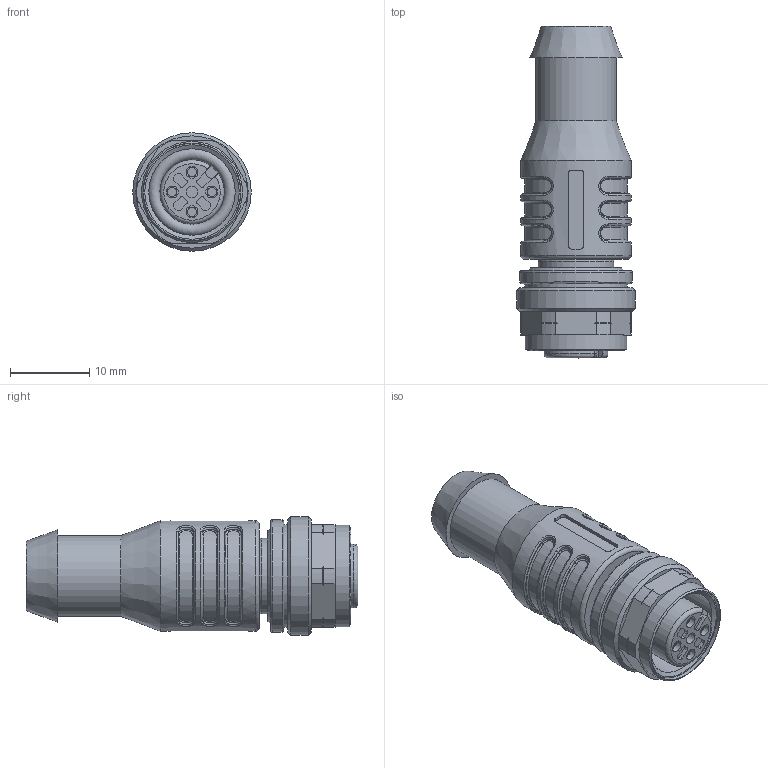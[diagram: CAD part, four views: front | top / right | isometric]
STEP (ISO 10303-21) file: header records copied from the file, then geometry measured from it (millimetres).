
FILE_DESCRIPTION(/* description */ (''),/* implementation_level */ '2;1');
FILE_NAME(/* name */ 'VKA00625.stp',/* time_stamp */ '2016-10-12T09:39:18+02:00',/* author */ ('mitarbeiter'),/* organization */ (''),/* preprocessor_version */ 'ST-DEVELOPER v15.2',/* originating_system */ 'Autodesk Inventor 2014',/* authorisation */ '');
FILE_SCHEMA (('AUTOMOTIVE_DESIGN { 1 0 10303 214 3 1 1 }'));
Length unit declared in the file: millimetre
Products named in the file (1): VKA00625
Bounding box: 15 x 42 x 15 mm (x, y, z)
Volume: 4722 mm3; surface area: 2747.8 mm2
Topology: 1 solids, 1 shells, 216 faces, 502 edges, 317 vertices
Faces by surface type: cylinder 79, plane 64, torus 29, bspline 24, cone 20
Full cylindrical faces by diameter (mm): 1.15 x4, 1.5 x5, 9.6 x1, 10.2 x1, 10.95 x1, 12.3 x1, 12.8 x1, 13 x1, 14 x1, 14.25 x1, 15 x1
Entity records: 7592 total; most frequent: CARTESIAN_POINT 2837, DIRECTION 1048, ORIENTED_EDGE 920, EDGE_CURVE 460, AXIS2_PLACEMENT_3D 453, VERTEX_POINT 306, EDGE_LOOP 276, CIRCLE 260
